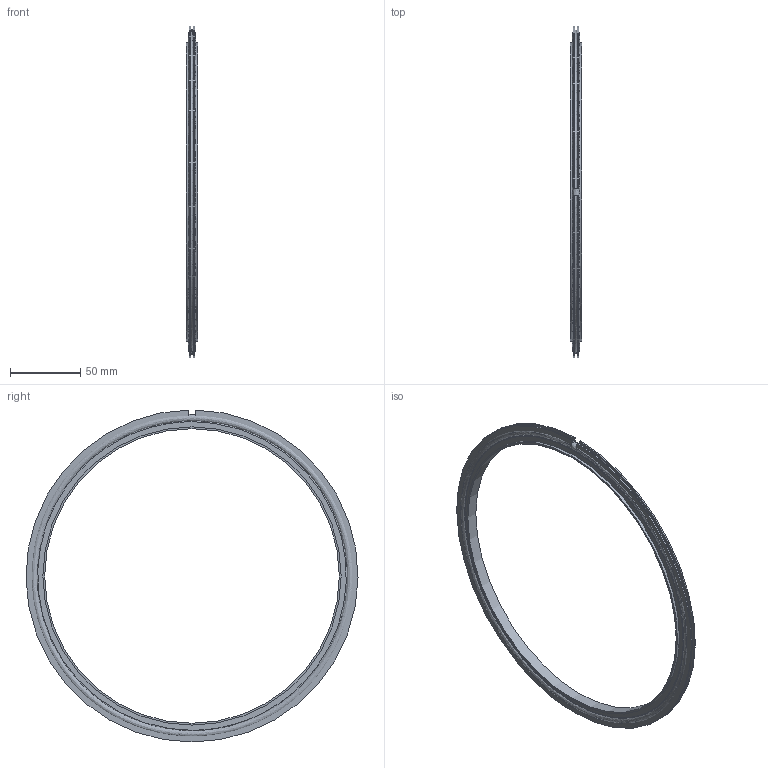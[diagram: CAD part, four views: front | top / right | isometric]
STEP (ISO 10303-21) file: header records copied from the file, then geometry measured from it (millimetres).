
FILE_DESCRIPTION (( 'STEP AP214' ), '1' );
FILE_NAME ('AI1ISO200 FULLVAC.STEP', '2019-10-24T08:40:39', ( '' ), ( '' ), 'SwSTEP 2.0', 'SolidWorks 2017', '' );
FILE_SCHEMA (( 'AUTOMOTIVE_DESIGN' ));
Length unit declared in the file: millimetre
Products named in the file (4): 1^AI1ISO200 FULLVAC; 3^AI1ISO200 FULLVAC; AI1ISO200 FULLVAC; 2^AI1ISO200 FULLVAC
Assembly tree (3 placements, depth 2):
  AI1ISO200 FULLVAC
    1^AI1ISO200 FULLVAC
    2^AI1ISO200 FULLVAC
    3^AI1ISO200 FULLVAC
Bounding box: 8 x 236.69 x 236.67 mm (x, y, z)
Volume: 40550.9 mm3; surface area: 46113.6 mm2
Topology: 3 solids, 3 shells, 24 faces, 54 edges, 36 vertices
Faces by surface type: plane 10, bspline 7, cylinder 7
Full cylindrical faces by diameter (mm): 210 x1, 212.6 x2
Entity records: 1976 total; most frequent: CARTESIAN_POINT 1367, DIRECTION 94, ORIENTED_EDGE 88, EDGE_CURVE 44, AXIS2_PLACEMENT_3D 39, EDGE_LOOP 34, VERTEX_POINT 34, FACE_OUTER_BOUND 30
